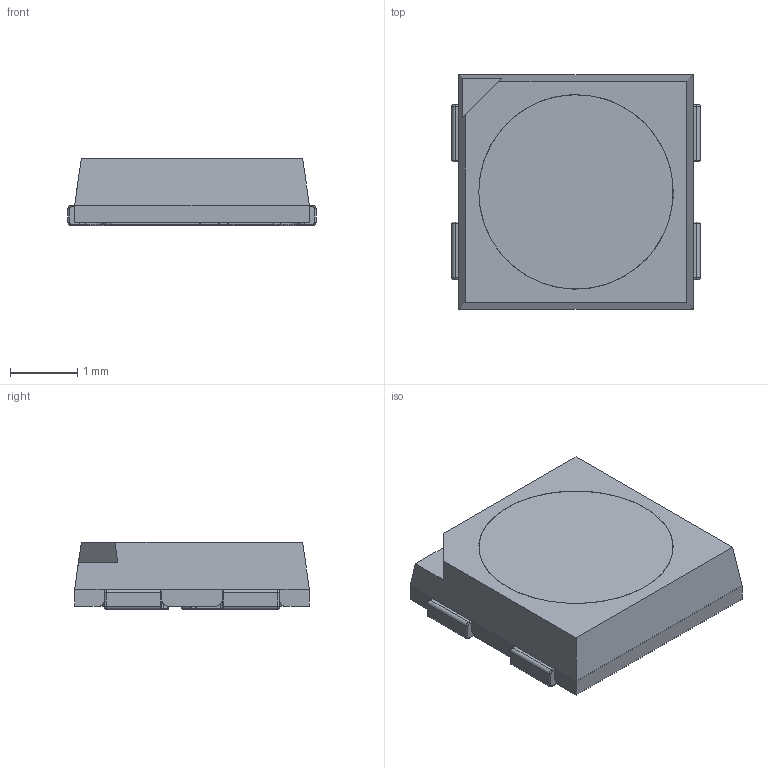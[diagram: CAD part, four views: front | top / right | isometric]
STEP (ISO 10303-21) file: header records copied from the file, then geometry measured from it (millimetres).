
FILE_DESCRIPTION(/* description */ (''),/* implementation_level */ '2;1');
FILE_NAME(/* name */ 'SMD3535 RGB.stp',/* time_stamp */ '2017-08-11T17:48:34+07:00',/* author */ ('l.vornicu'),/* organization */ (''),/* preprocessor_version */ 'ST-DEVELOPER v15.5',/* originating_system */ 'AutoCAD Mechanical',/* authorisation */ '');
FILE_SCHEMA (('AUTOMOTIVE_DESIGN { 1 0 10303 214 3 1 1 }'));
Length unit declared in the file: millimetre
Products named in the file (1): Product
Bounding box: 3.7 x 3.5 x 1 mm (x, y, z)
Volume: 11.6 mm3; surface area: 78.3 mm2
Topology: 33 solids, 33 shells, 597 faces, 1299 edges, 761 vertices
Faces by surface type: plane 211, cylinder 209, torus 107, sphere 60, bspline 7, cone 3
Full cylindrical faces by diameter (mm): 0.025 x25
Entity records: 15616 total; most frequent: DIRECTION 2936, CARTESIAN_POINT 2731, ORIENTED_EDGE 2380, EDGE_CURVE 1190, AXIS2_PLACEMENT_3D 1163, VERTEX_POINT 716, EDGE_LOOP 662, LINE 610
